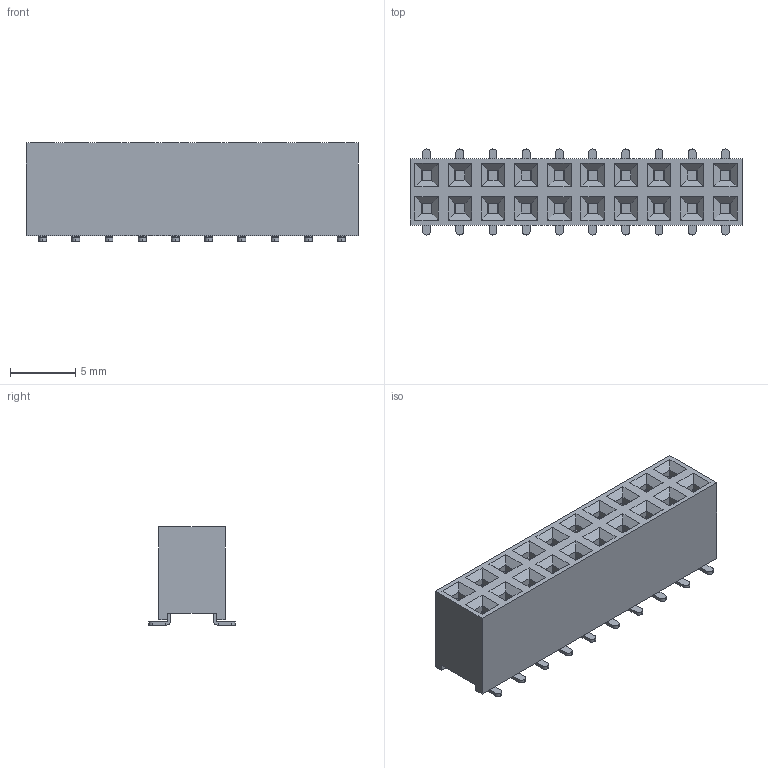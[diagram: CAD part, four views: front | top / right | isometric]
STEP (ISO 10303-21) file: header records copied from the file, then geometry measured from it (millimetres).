
FILE_DESCRIPTION (( 'STEP AP214' ), '1' );
FILE_NAME ('Harwin-M20-Double-Row-SMT-20P.STEP', '2024-04-17T17:14:44', ( '' ), ( '' ), 'SwSTEP 2.0', 'SolidWorks 2023', '' );
FILE_SCHEMA (( 'AUTOMOTIVE_DESIGN' ));
Length unit declared in the file: millimetre
Products named in the file (1): Harwin-M20-Double-Row-SMT-20P
Bounding box: 25.4 x 6.58 x 7.53 mm (x, y, z)
Volume: 796.9 mm3; surface area: 1974.2 mm2
Topology: 21 solids, 21 shells, 730 faces, 1964 edges, 1256 vertices
Faces by surface type: plane 650, cylinder 80
Entity records: 22591 total; most frequent: CARTESIAN_POINT 3951, ORIENTED_EDGE 3928, DIRECTION 3586, EDGE_CURVE 1964, VECTOR 1804, LINE 1804, VERTEX_POINT 1256, AXIS2_PLACEMENT_3D 891
